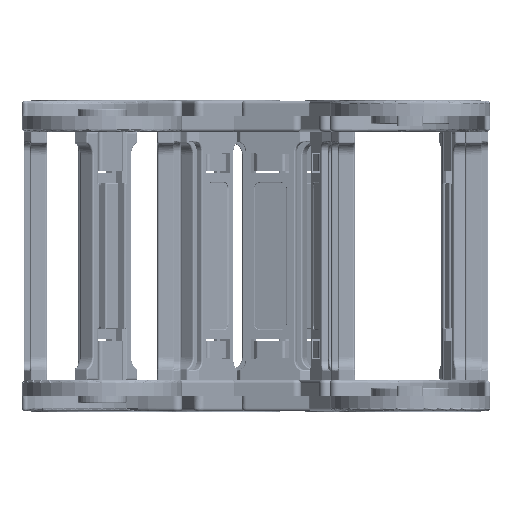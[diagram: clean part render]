
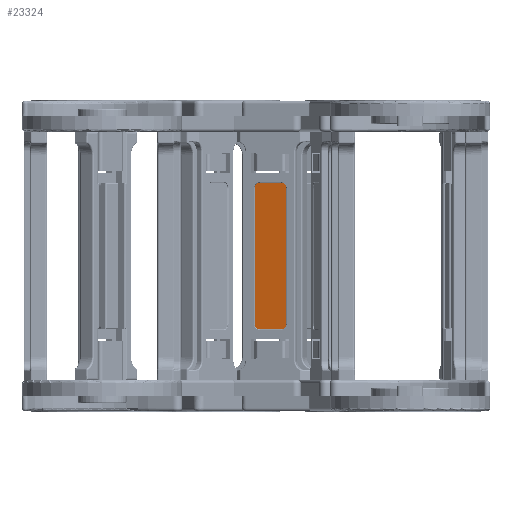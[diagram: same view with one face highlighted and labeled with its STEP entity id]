
A CAD part, left-side view. The second image highlights one B-rep face of the part: STEP entity #23324.
In plain terms, the highlighted face is planar.
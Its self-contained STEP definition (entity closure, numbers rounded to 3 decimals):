
#1051 = CARTESIAN_POINT ( 'NONE',  ( -39.509, 70.705, 30.023 ) ) ;
#1528 = ORIENTED_EDGE ( 'NONE', *, *, #45688, .T. ) ;
#1769 = VERTEX_POINT ( 'NONE', #9865 ) ;
#2667 = FACE_OUTER_BOUND ( 'NONE', #34743, .T. ) ;
#3204 = PLANE ( 'NONE',  #16210 ) ;
#3405 = AXIS2_PLACEMENT_3D ( 'NONE', #46235, #24132, #13213 ) ;
#4401 = DIRECTION ( 'NONE',  ( 0., -1., 0. ) ) ;
#4577 = VERTEX_POINT ( 'NONE', #36832 ) ;
#4679 = VECTOR ( 'NONE', #42746, 1000. ) ;
#4709 = VERTEX_POINT ( 'NONE', #26950 ) ;
#5550 = EDGE_CURVE ( 'NONE', #10155, #4577, #16961, .T. ) ;
#6098 = EDGE_CURVE ( 'NONE', #1769, #46162, #40610, .T. ) ;
#6641 = DIRECTION ( 'NONE',  ( 0., 0., -1. ) ) ;
#7224 = CARTESIAN_POINT ( 'NONE',  ( -39.509, 70.705, 25.123 ) ) ;
#7831 = ORIENTED_EDGE ( 'NONE', *, *, #6098, .F. ) ;
#7976 = LINE ( 'NONE', #25567, #33874 ) ;
#9441 = VECTOR ( 'NONE', #43439, 1000. ) ;
#9548 = CARTESIAN_POINT ( 'NONE',  ( -28.697, 70.705, 25.123 ) ) ;
#9865 = CARTESIAN_POINT ( 'NONE',  ( -30.635, 70.705, -15.693 ) ) ;
#10155 = VERTEX_POINT ( 'NONE', #34151 ) ;
#10826 = CARTESIAN_POINT ( 'NONE',  ( -30.635, 70.705, -13.755 ) ) ;
#10840 = CARTESIAN_POINT ( 'NONE',  ( -37.571, 70.705, -13.755 ) ) ;
#10928 = DIRECTION ( 'NONE',  ( 0., 0., -1. ) ) ;
#13213 = DIRECTION ( 'NONE',  ( 0., 0., 1. ) ) ;
#14305 = CARTESIAN_POINT ( 'NONE',  ( -30.635, 70.705, 25.123 ) ) ;
#14448 = CIRCLE ( 'NONE', #24058, 1.938 ) ;
#15576 = EDGE_CURVE ( 'NONE', #23234, #10155, #16741, .T. ) ;
#15719 = EDGE_CURVE ( 'NONE', #23234, #1769, #14448, .T. ) ;
#15873 = CIRCLE ( 'NONE', #22050, 1.938 ) ;
#16210 = AXIS2_PLACEMENT_3D ( 'NONE', #14305, #41196, #44427 ) ;
#16463 = EDGE_CURVE ( 'NONE', #28656, #34348, #31119, .T. ) ;
#16741 = LINE ( 'NONE', #9548, #4679 ) ;
#16961 = CIRCLE ( 'NONE', #3405, 1.938 ) ;
#18010 = CARTESIAN_POINT ( 'NONE',  ( -28.697, 70.705, -13.755 ) ) ;
#18238 = DIRECTION ( 'NONE',  ( 0., 0., -1. ) ) ;
#18677 = ORIENTED_EDGE ( 'NONE', *, *, #16463, .T. ) ;
#18835 = CARTESIAN_POINT ( 'NONE',  ( -39.509, 70.705, -13.755 ) ) ;
#22050 = AXIS2_PLACEMENT_3D ( 'NONE', #10840, #36291, #6641 ) ;
#23234 = VERTEX_POINT ( 'NONE', #18010 ) ;
#23324 = ADVANCED_FACE ( 'NONE', ( #2667 ), #3204, .T. ) ;
#23551 = ORIENTED_EDGE ( 'NONE', *, *, #15576, .T. ) ;
#23765 = CARTESIAN_POINT ( 'NONE',  ( -37.571, 70.705, -15.693 ) ) ;
#23916 = EDGE_CURVE ( 'NONE', #46162, #34348, #15873, .T. ) ;
#24058 = AXIS2_PLACEMENT_3D ( 'NONE', #10826, #43382, #18238 ) ;
#24132 = DIRECTION ( 'NONE',  ( 0., -1., 0. ) ) ;
#25567 = CARTESIAN_POINT ( 'NONE',  ( -30.635, 70.705, 31.961 ) ) ;
#26478 = VECTOR ( 'NONE', #10928, 1000. ) ;
#26950 = CARTESIAN_POINT ( 'NONE',  ( -37.571, 70.705, 31.961 ) ) ;
#28170 = ORIENTED_EDGE ( 'NONE', *, *, #15719, .F. ) ;
#28656 = VERTEX_POINT ( 'NONE', #1051 ) ;
#29288 = DIRECTION ( 'NONE',  ( -1., 0., 0. ) ) ;
#31119 = LINE ( 'NONE', #7224, #26478 ) ;
#32456 = CARTESIAN_POINT ( 'NONE',  ( -30.635, 70.705, -15.693 ) ) ;
#33874 = VECTOR ( 'NONE', #29288, 1000. ) ;
#34151 = CARTESIAN_POINT ( 'NONE',  ( -28.697, 70.705, 30.023 ) ) ;
#34348 = VERTEX_POINT ( 'NONE', #18835 ) ;
#34743 = EDGE_LOOP ( 'NONE', ( #18677, #40593, #7831, #28170, #23551, #46043, #1528, #44212 ) ) ;
#36291 = DIRECTION ( 'NONE',  ( 0., 1., 0. ) ) ;
#36832 = CARTESIAN_POINT ( 'NONE',  ( -30.635, 70.705, 31.961 ) ) ;
#37864 = CARTESIAN_POINT ( 'NONE',  ( -37.571, 70.705, 30.023 ) ) ;
#40593 = ORIENTED_EDGE ( 'NONE', *, *, #23916, .F. ) ;
#40610 = LINE ( 'NONE', #32456, #9441 ) ;
#41196 = DIRECTION ( 'NONE',  ( 0., -1., 0. ) ) ;
#42746 = DIRECTION ( 'NONE',  ( 0., 0., 1. ) ) ;
#43382 = DIRECTION ( 'NONE',  ( 0., 1., 0. ) ) ;
#43439 = DIRECTION ( 'NONE',  ( -1., 0., 0. ) ) ;
#44212 = ORIENTED_EDGE ( 'NONE', *, *, #44861, .T. ) ;
#44370 = CIRCLE ( 'NONE', #45819, 1.938 ) ;
#44427 = DIRECTION ( 'NONE',  ( 0., 0., 1. ) ) ;
#44861 = EDGE_CURVE ( 'NONE', #4709, #28656, #44370, .T. ) ;
#45265 = DIRECTION ( 'NONE',  ( 0., 0., 1. ) ) ;
#45688 = EDGE_CURVE ( 'NONE', #4577, #4709, #7976, .T. ) ;
#45819 = AXIS2_PLACEMENT_3D ( 'NONE', #37864, #4401, #45265 ) ;
#46043 = ORIENTED_EDGE ( 'NONE', *, *, #5550, .T. ) ;
#46162 = VERTEX_POINT ( 'NONE', #23765 ) ;
#46235 = CARTESIAN_POINT ( 'NONE',  ( -30.635, 70.705, 30.023 ) ) ;
